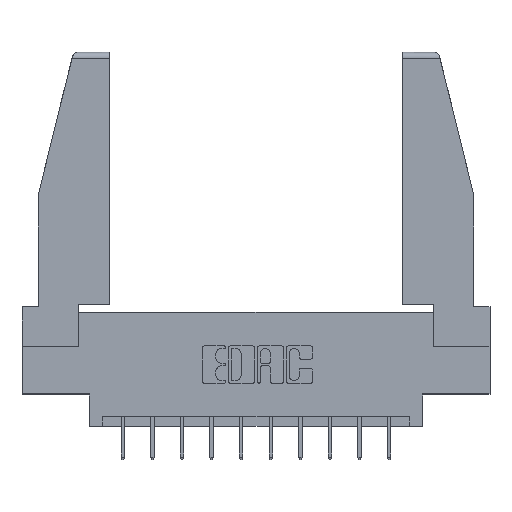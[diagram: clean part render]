
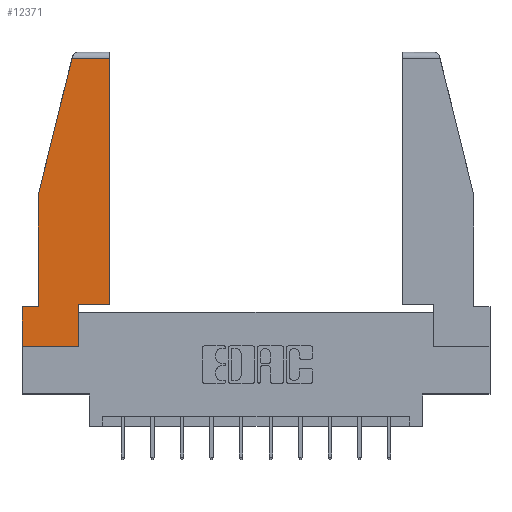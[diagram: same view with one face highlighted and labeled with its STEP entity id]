
A CAD part, top view. The second image highlights one B-rep face of the part: STEP entity #12371.
In plain terms, the highlighted planar face has unit normal (0, 0, 1).
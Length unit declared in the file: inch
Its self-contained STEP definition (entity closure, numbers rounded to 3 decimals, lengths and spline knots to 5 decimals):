
#244 = VERTEX_POINT ( 'NONE', #10796 ) ;
#427 = VECTOR ( 'NONE', #13119, 39.37008 ) ;
#654 = CARTESIAN_POINT ( 'NONE',  ( 0.086, 0.8, 0. ) ) ;
#1069 = EDGE_CURVE ( 'NONE', #244, #14502, #5685, .T. ) ;
#1345 = CARTESIAN_POINT ( 'NONE',  ( 0., 0.21, 0. ) ) ;
#1396 = LINE ( 'NONE', #2869, #4034 ) ;
#1569 = VERTEX_POINT ( 'NONE', #8397 ) ;
#1591 = ORIENTED_EDGE ( 'NONE', *, *, #1069, .T. ) ;
#1613 = CARTESIAN_POINT ( 'NONE',  ( 0., 0.21, 0. ) ) ;
#1819 = CARTESIAN_POINT ( 'NONE',  ( 0.297, 0., 0. ) ) ;
#2261 = LINE ( 'NONE', #1613, #11234 ) ;
#2390 = EDGE_CURVE ( 'NONE', #6562, #2973, #9001, .T. ) ;
#2869 = CARTESIAN_POINT ( 'NONE',  ( 0.461, 0.223, 0. ) ) ;
#2973 = VERTEX_POINT ( 'NONE', #7813 ) ;
#2979 = VERTEX_POINT ( 'NONE', #1345 ) ;
#3075 = ORIENTED_EDGE ( 'NONE', *, *, #2390, .T. ) ;
#3367 = EDGE_CURVE ( 'NONE', #12804, #1569, #4763, .T. ) ;
#3405 = DIRECTION ( 'NONE',  ( 1., 0., 0. ) ) ;
#3906 = DIRECTION ( 'NONE',  ( -1., 0., 0. ) ) ;
#4034 = VECTOR ( 'NONE', #14043, 39.37008 ) ;
#4329 = VECTOR ( 'NONE', #7272, 39.37008 ) ;
#4498 = EDGE_CURVE ( 'NONE', #4903, #2979, #2261, .T. ) ;
#4757 = EDGE_CURVE ( 'NONE', #9294, #4903, #8597, .T. ) ;
#4763 = LINE ( 'NONE', #13986, #13410 ) ;
#4903 = VERTEX_POINT ( 'NONE', #8846 ) ;
#5141 = ORIENTED_EDGE ( 'NONE', *, *, #3367, .T. ) ;
#5143 = CARTESIAN_POINT ( 'NONE',  ( 0.271, 1.55, 0. ) ) ;
#5168 = DIRECTION ( 'NONE',  ( 0., -1., 0. ) ) ;
#5356 = FACE_OUTER_BOUND ( 'NONE', #7587, .T. ) ;
#5685 = LINE ( 'NONE', #14046, #10468 ) ;
#5802 = EDGE_CURVE ( 'NONE', #1569, #9294, #9413, .T. ) ;
#6467 = VECTOR ( 'NONE', #8490, 39.37008 ) ;
#6562 = VERTEX_POINT ( 'NONE', #11991 ) ;
#6757 = ORIENTED_EDGE ( 'NONE', *, *, #13797, .T. ) ;
#7176 = LINE ( 'NONE', #1819, #6467 ) ;
#7272 = DIRECTION ( 'NONE',  ( -0.239, -0.971, 0. ) ) ;
#7587 = EDGE_LOOP ( 'NONE', ( #12928, #5141, #10557, #12090, #9704, #6757, #1591, #10313, #3075 ) ) ;
#7813 = CARTESIAN_POINT ( 'NONE',  ( 0.461, 0.223, 0. ) ) ;
#8324 = DIRECTION ( 'NONE',  ( 0., 0., 1. ) ) ;
#8379 = DIRECTION ( 'NONE',  ( 1., 0., 0. ) ) ;
#8397 = CARTESIAN_POINT ( 'NONE',  ( 0.2636, 1.52, 0. ) ) ;
#8490 = DIRECTION ( 'NONE',  ( 0., 1., 0. ) ) ;
#8597 = LINE ( 'NONE', #9830, #9643 ) ;
#8629 = CARTESIAN_POINT ( 'NONE',  ( 0., 0.21, 0. ) ) ;
#8846 = CARTESIAN_POINT ( 'NONE',  ( 0.086, 0.21, 0. ) ) ;
#9001 = LINE ( 'NONE', #11310, #11500 ) ;
#9294 = VERTEX_POINT ( 'NONE', #654 ) ;
#9413 = LINE ( 'NONE', #5143, #4329 ) ;
#9643 = VECTOR ( 'NONE', #5168, 39.37008 ) ;
#9684 = DIRECTION ( 'NONE',  ( 1., 0., 0. ) ) ;
#9704 = ORIENTED_EDGE ( 'NONE', *, *, #4498, .T. ) ;
#9830 = CARTESIAN_POINT ( 'NONE',  ( 0.086, 0.8, 0. ) ) ;
#10313 = ORIENTED_EDGE ( 'NONE', *, *, #11275, .T. ) ;
#10468 = VECTOR ( 'NONE', #9684, 39.37008 ) ;
#10557 = ORIENTED_EDGE ( 'NONE', *, *, #5802, .T. ) ;
#10591 = EDGE_CURVE ( 'NONE', #2973, #12804, #1396, .T. ) ;
#10796 = CARTESIAN_POINT ( 'NONE',  ( 0., 0., 0. ) ) ;
#11234 = VECTOR ( 'NONE', #11680, 39.37008 ) ;
#11275 = EDGE_CURVE ( 'NONE', #14502, #6562, #7176, .T. ) ;
#11310 = CARTESIAN_POINT ( 'NONE',  ( 0.297, 0.223, 0. ) ) ;
#11500 = VECTOR ( 'NONE', #3405, 39.37008 ) ;
#11680 = DIRECTION ( 'NONE',  ( -1., 0., 0. ) ) ;
#11991 = CARTESIAN_POINT ( 'NONE',  ( 0.297, 0.223, 0. ) ) ;
#12090 = ORIENTED_EDGE ( 'NONE', *, *, #4757, .T. ) ;
#12371 = ADVANCED_FACE ( 'NONE', ( #5356 ), #13999, .T. ) ;
#12390 = LINE ( 'NONE', #8629, #427 ) ;
#12804 = VERTEX_POINT ( 'NONE', #13635 ) ;
#12928 = ORIENTED_EDGE ( 'NONE', *, *, #10591, .T. ) ;
#12974 = AXIS2_PLACEMENT_3D ( 'NONE', #13809, #8324, #8379 ) ;
#13119 = DIRECTION ( 'NONE',  ( 0., -1., 0. ) ) ;
#13295 = CARTESIAN_POINT ( 'NONE',  ( 0.297, 0., 0. ) ) ;
#13410 = VECTOR ( 'NONE', #3906, 39.37008 ) ;
#13635 = CARTESIAN_POINT ( 'NONE',  ( 0.461, 1.52, 0. ) ) ;
#13797 = EDGE_CURVE ( 'NONE', #2979, #244, #12390, .T. ) ;
#13809 = CARTESIAN_POINT ( 'NONE',  ( 0., 0., 0. ) ) ;
#13986 = CARTESIAN_POINT ( 'NONE',  ( 0., 1.52, 0. ) ) ;
#13999 = PLANE ( 'NONE',  #12974 ) ;
#14043 = DIRECTION ( 'NONE',  ( 0., 1., 0. ) ) ;
#14046 = CARTESIAN_POINT ( 'NONE',  ( 0., 0., 0. ) ) ;
#14502 = VERTEX_POINT ( 'NONE', #13295 ) ;
